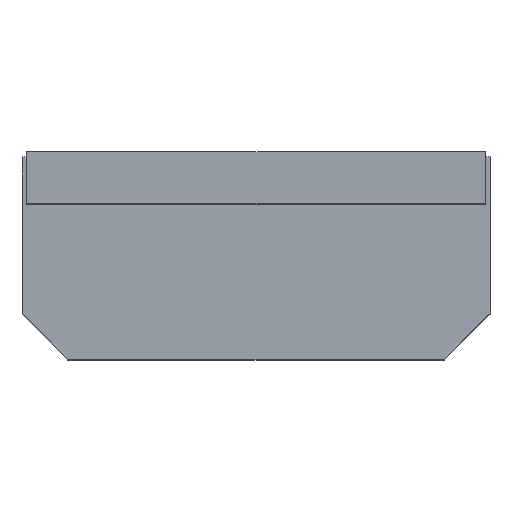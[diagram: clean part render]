
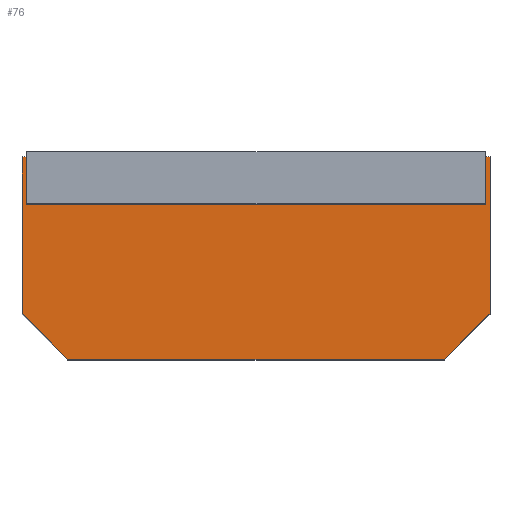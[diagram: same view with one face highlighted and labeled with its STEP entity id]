
A CAD part, top view. The second image highlights one B-rep face of the part: STEP entity #76.
In plain terms, the highlighted free-form (B-spline) face has degree [1, 1] with [2, 2] control points.
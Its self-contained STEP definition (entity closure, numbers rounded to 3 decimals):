
#76=ADVANCED_FACE('',(#111),#998,.T.);
#111=FACE_OUTER_BOUND('',#146,.T.);
#146=EDGE_LOOP('',(#206,#207,#208,#209,#210,#211));
#206=ORIENTED_EDGE('',*,*,#701,.F.);
#207=ORIENTED_EDGE('',*,*,#703,.F.);
#208=ORIENTED_EDGE('',*,*,#704,.F.);
#209=ORIENTED_EDGE('',*,*,#694,.F.);
#210=ORIENTED_EDGE('',*,*,#697,.F.);
#211=ORIENTED_EDGE('',*,*,#699,.F.);
#330=PCURVE('',#992,#476);
#334=PCURVE('',#993,#480);
#338=PCURVE('',#994,#484);
#342=PCURVE('',#995,#488);
#346=PCURVE('',#996,#492);
#350=PCURVE('',#997,#496);
#352=PCURVE('',#998,#498);
#353=PCURVE('',#998,#499);
#354=PCURVE('',#998,#500);
#355=PCURVE('',#998,#501);
#356=PCURVE('',#998,#502);
#357=PCURVE('',#998,#503);
#476=DEFINITIONAL_REPRESENTATION('',(#776),#1908);
#480=DEFINITIONAL_REPRESENTATION('',(#783),#1908);
#484=DEFINITIONAL_REPRESENTATION('',(#789),#1908);
#488=DEFINITIONAL_REPRESENTATION('',(#795),#1908);
#492=DEFINITIONAL_REPRESENTATION('',(#801),#1908);
#496=DEFINITIONAL_REPRESENTATION('',(#806),#1908);
#498=DEFINITIONAL_REPRESENTATION('',(#808),#1908);
#499=DEFINITIONAL_REPRESENTATION('',(#809),#1908);
#500=DEFINITIONAL_REPRESENTATION('',(#810),#1908);
#501=DEFINITIONAL_REPRESENTATION('',(#811),#1908);
#502=DEFINITIONAL_REPRESENTATION('',(#812),#1908);
#503=DEFINITIONAL_REPRESENTATION('',(#813),#1908);
#621=SURFACE_CURVE('',#775,(#330,#355),.PCURVE_S1.);
#624=SURFACE_CURVE('',#782,(#334,#356),.PCURVE_S1.);
#626=SURFACE_CURVE('',#788,(#338,#357),.PCURVE_S1.);
#628=SURFACE_CURVE('',#794,(#342,#352),.PCURVE_S1.);
#630=SURFACE_CURVE('',#800,(#346,#353),.PCURVE_S1.);
#631=SURFACE_CURVE('',#805,(#350,#354),.PCURVE_S1.);
#694=EDGE_CURVE('',#949,#950,#621,.T.);
#697=EDGE_CURVE('',#951,#949,#624,.T.);
#699=EDGE_CURVE('',#952,#951,#626,.T.);
#701=EDGE_CURVE('',#953,#952,#628,.T.);
#703=EDGE_CURVE('',#954,#953,#630,.T.);
#704=EDGE_CURVE('',#950,#954,#631,.T.);
#775=B_SPLINE_CURVE_WITH_KNOTS('',1,(#1185,#1186),.UNSPECIFIED.,.F.,.F.,
(2,2),(0.,8.454),.UNSPECIFIED.);
#776=B_SPLINE_CURVE_WITH_KNOTS('',1,(#1187,#1188),.UNSPECIFIED.,.F.,.F.,
(2,2),(0.,8.454),.UNSPECIFIED.);
#782=B_SPLINE_CURVE_WITH_KNOTS('',1,(#1199,#1200),.UNSPECIFIED.,.F.,.F.,
(2,2),(0.,1.458),.UNSPECIFIED.);
#783=B_SPLINE_CURVE_WITH_KNOTS('',1,(#1201,#1202),.UNSPECIFIED.,.F.,.F.,
(2,2),(0.,1.458),.UNSPECIFIED.);
#788=B_SPLINE_CURVE_WITH_KNOTS('',1,(#1211,#1212),.UNSPECIFIED.,.F.,.F.,
(2,2),(0.,3.515),.UNSPECIFIED.);
#789=B_SPLINE_CURVE_WITH_KNOTS('',1,(#1213,#1214),.UNSPECIFIED.,.F.,.F.,
(2,2),(0.,3.515),.UNSPECIFIED.);
#794=B_SPLINE_CURVE_WITH_KNOTS('',1,(#1223,#1224),.UNSPECIFIED.,.F.,.F.,
(2,2),(-10.516,0.),.UNSPECIFIED.);
#795=B_SPLINE_CURVE_WITH_KNOTS('',1,(#1225,#1226),.UNSPECIFIED.,.F.,.F.,
(2,2),(-10.516,0.),.UNSPECIFIED.);
#800=B_SPLINE_CURVE_WITH_KNOTS('',1,(#1235,#1236),.UNSPECIFIED.,.F.,.F.,
(2,2),(0.,3.516),.UNSPECIFIED.);
#801=B_SPLINE_CURVE_WITH_KNOTS('',1,(#1237,#1238),.UNSPECIFIED.,.F.,.F.,
(2,2),(0.,3.516),.UNSPECIFIED.);
#805=B_SPLINE_CURVE_WITH_KNOTS('',1,(#1245,#1246),.UNSPECIFIED.,.F.,.F.,
(2,2),(0.,1.458),.UNSPECIFIED.);
#806=B_SPLINE_CURVE_WITH_KNOTS('',1,(#1247,#1248),.UNSPECIFIED.,.F.,.F.,
(2,2),(0.,1.458),.UNSPECIFIED.);
#808=B_SPLINE_CURVE_WITH_KNOTS('',1,(#1251,#1252),.UNSPECIFIED.,.F.,.F.,
(2,2),(-10.516,0.),.UNSPECIFIED.);
#809=B_SPLINE_CURVE_WITH_KNOTS('',1,(#1253,#1254),.UNSPECIFIED.,.F.,.F.,
(2,2),(0.,3.516),.UNSPECIFIED.);
#810=B_SPLINE_CURVE_WITH_KNOTS('',1,(#1255,#1256),.UNSPECIFIED.,.F.,.F.,
(2,2),(0.,1.458),.UNSPECIFIED.);
#811=B_SPLINE_CURVE_WITH_KNOTS('',1,(#1257,#1258),.UNSPECIFIED.,.F.,.F.,
(2,2),(0.,8.454),.UNSPECIFIED.);
#812=B_SPLINE_CURVE_WITH_KNOTS('',1,(#1259,#1260),.UNSPECIFIED.,.F.,.F.,
(2,2),(0.,1.458),.UNSPECIFIED.);
#813=B_SPLINE_CURVE_WITH_KNOTS('',1,(#1261,#1262),.UNSPECIFIED.,.F.,.F.,
(2,2),(0.,3.515),.UNSPECIFIED.);
#949=VERTEX_POINT('',#1149);
#950=VERTEX_POINT('',#1150);
#951=VERTEX_POINT('',#1151);
#952=VERTEX_POINT('',#1152);
#953=VERTEX_POINT('',#1153);
#954=VERTEX_POINT('',#1154);
#992=B_SPLINE_SURFACE_WITH_KNOTS('',1,1,((#1115,#1116),(#1117,#1118)),
 .UNSPECIFIED.,.F.,.F.,.F.,(2,2),(2,2),(-5.487,5.487),
(-5.073,5.073),.UNSPECIFIED.);
#993=B_SPLINE_SURFACE_WITH_KNOTS('',1,1,((#1119,#1120),(#1121,#1122)),
 .UNSPECIFIED.,.F.,.F.,.F.,(2,2),(2,2),(-5.487,5.487),
(-0.875,0.875),.UNSPECIFIED.);
#994=B_SPLINE_SURFACE_WITH_KNOTS('',1,1,((#1123,#1124),(#1125,#1126)),
 .UNSPECIFIED.,.F.,.F.,.F.,(2,2),(2,2),(-5.487,5.487),
(-2.109,2.109),.UNSPECIFIED.);
#995=B_SPLINE_SURFACE_WITH_KNOTS('',1,1,((#1127,#1128),(#1129,#1130)),
 .UNSPECIFIED.,.F.,.F.,.F.,(2,2),(2,2),(-5.487,5.487),
(-6.31,6.31),.UNSPECIFIED.);
#996=B_SPLINE_SURFACE_WITH_KNOTS('',1,1,((#1131,#1132),(#1133,#1134)),
 .UNSPECIFIED.,.F.,.F.,.F.,(2,2),(2,2),(-5.487,5.487),
(-2.11,2.11),.UNSPECIFIED.);
#997=B_SPLINE_SURFACE_WITH_KNOTS('',1,1,((#1135,#1136),(#1137,#1138)),
 .UNSPECIFIED.,.F.,.F.,.F.,(2,2),(2,2),(-5.487,5.487),
(-0.875,0.875),.UNSPECIFIED.);
#998=B_SPLINE_SURFACE_WITH_KNOTS('',1,1,((#1139,#1140),(#1141,#1142)),
 .UNSPECIFIED.,.F.,.F.,.F.,(2,2),(2,2),(-2.728,2.728),(-6.31,6.31),
 .UNSPECIFIED.);
#1115=CARTESIAN_POINT('',(7.706,-2.324,-0.911));
#1116=CARTESIAN_POINT('',(-2.439,-2.324,-0.911));
#1117=CARTESIAN_POINT('',(7.706,-2.324,10.062));
#1118=CARTESIAN_POINT('',(-2.439,-2.324,10.062));
#1119=CARTESIAN_POINT('',(7.995,-1.19,-0.911));
#1120=CARTESIAN_POINT('',(6.757,-2.427,-0.911));
#1121=CARTESIAN_POINT('',(7.995,-1.19,10.062));
#1122=CARTESIAN_POINT('',(6.757,-2.427,10.062));
#1123=CARTESIAN_POINT('',(7.891,2.574,-0.911));
#1124=CARTESIAN_POINT('',(7.891,-1.645,-0.911));
#1125=CARTESIAN_POINT('',(7.891,2.574,10.062));
#1126=CARTESIAN_POINT('',(7.891,-1.645,10.062));
#1127=CARTESIAN_POINT('',(-3.676,2.222,-0.911));
#1128=CARTESIAN_POINT('',(8.943,2.222,-0.911));
#1129=CARTESIAN_POINT('',(-3.676,2.222,10.062));
#1130=CARTESIAN_POINT('',(8.943,2.222,10.062));
#1131=CARTESIAN_POINT('',(-2.625,-1.645,-0.911));
#1132=CARTESIAN_POINT('',(-2.625,2.575,-0.911));
#1133=CARTESIAN_POINT('',(-2.625,-1.645,10.062));
#1134=CARTESIAN_POINT('',(-2.625,2.575,10.062));
#1135=CARTESIAN_POINT('',(-1.49,-2.427,-0.911));
#1136=CARTESIAN_POINT('',(-2.728,-1.19,-0.911));
#1137=CARTESIAN_POINT('',(-1.49,-2.427,10.062));
#1138=CARTESIAN_POINT('',(-2.728,-1.19,10.062));
#1139=CARTESIAN_POINT('',(8.943,-2.779,9.147));
#1140=CARTESIAN_POINT('',(-3.676,-2.779,9.147));
#1141=CARTESIAN_POINT('',(8.943,2.678,9.147));
#1142=CARTESIAN_POINT('',(-3.676,2.678,9.147));
#1149=CARTESIAN_POINT('',(6.86,-2.324,9.147));
#1150=CARTESIAN_POINT('',(-1.594,-2.324,9.147));
#1151=CARTESIAN_POINT('',(7.891,-1.293,9.147));
#1152=CARTESIAN_POINT('',(7.891,2.222,9.147));
#1153=CARTESIAN_POINT('',(-2.625,2.223,9.147));
#1154=CARTESIAN_POINT('',(-2.625,-1.293,9.147));
#1185=CARTESIAN_POINT('',(6.86,-2.324,9.147));
#1186=CARTESIAN_POINT('',(-1.594,-2.324,9.147));
#1187=CARTESIAN_POINT('',(4.572,-4.227));
#1188=CARTESIAN_POINT('',(4.572,4.227));
#1199=CARTESIAN_POINT('',(7.891,-1.293,9.147));
#1200=CARTESIAN_POINT('',(6.86,-2.324,9.147));
#1201=CARTESIAN_POINT('',(4.572,-0.729));
#1202=CARTESIAN_POINT('',(4.572,0.729));
#1211=CARTESIAN_POINT('',(7.891,2.222,9.147));
#1212=CARTESIAN_POINT('',(7.891,-1.293,9.147));
#1213=CARTESIAN_POINT('',(4.572,-1.758));
#1214=CARTESIAN_POINT('',(4.572,1.758));
#1223=CARTESIAN_POINT('',(-2.625,2.223,9.147));
#1224=CARTESIAN_POINT('',(7.891,2.222,9.147));
#1225=CARTESIAN_POINT('',(4.572,-5.258));
#1226=CARTESIAN_POINT('',(4.572,5.258));
#1235=CARTESIAN_POINT('',(-2.625,-1.293,9.147));
#1236=CARTESIAN_POINT('',(-2.625,2.223,9.147));
#1237=CARTESIAN_POINT('',(4.572,-1.758));
#1238=CARTESIAN_POINT('',(4.572,1.758));
#1245=CARTESIAN_POINT('',(-1.594,-2.324,9.147));
#1246=CARTESIAN_POINT('',(-2.625,-1.293,9.147));
#1247=CARTESIAN_POINT('',(4.572,-0.729));
#1248=CARTESIAN_POINT('',(4.572,0.729));
#1251=CARTESIAN_POINT('',(2.274,5.258));
#1252=CARTESIAN_POINT('',(2.273,-5.258));
#1253=CARTESIAN_POINT('',(-1.243,5.258));
#1254=CARTESIAN_POINT('',(2.274,5.258));
#1255=CARTESIAN_POINT('',(-2.274,4.227));
#1256=CARTESIAN_POINT('',(-1.243,5.258));
#1257=CARTESIAN_POINT('',(-2.274,-4.227));
#1258=CARTESIAN_POINT('',(-2.274,4.227));
#1259=CARTESIAN_POINT('',(-1.243,-5.258));
#1260=CARTESIAN_POINT('',(-2.274,-4.227));
#1261=CARTESIAN_POINT('',(2.273,-5.258));
#1262=CARTESIAN_POINT('',(-1.243,-5.258));
#1908=(
GEOMETRIC_REPRESENTATION_CONTEXT(2)
PARAMETRIC_REPRESENTATION_CONTEXT()
REPRESENTATION_CONTEXT('pspace','')
);
